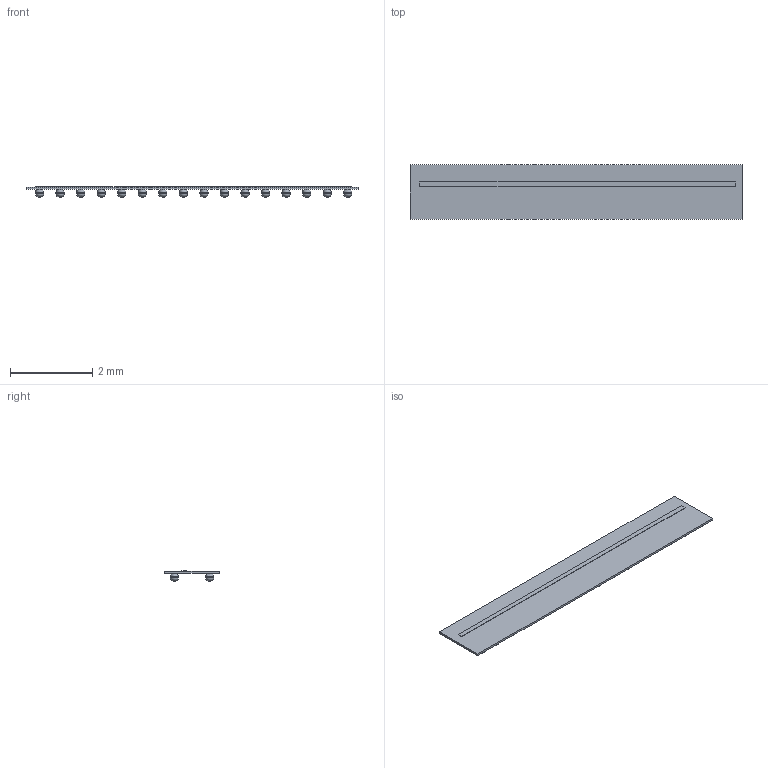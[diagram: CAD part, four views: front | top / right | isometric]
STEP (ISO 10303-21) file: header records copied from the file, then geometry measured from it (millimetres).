
FILE_DESCRIPTION(/* description */ (''),/* implementation_level */ '2;1');
FILE_NAME(/* name */ 'EPC901_V3.step',/* time_stamp */ '2020-09-14T14:34:46-07:00',/* author */ (''),/* organization */ (''),/* preprocessor_version */ 'ST-DEVELOPER v18.1',/* originating_system */ 'Autodesk Translation Framework v9.3.0.1241',/* authorisation */ '');
FILE_SCHEMA (('AUTOMOTIVE_DESIGN { 1 0 10303 214 3 1 1 }'));
Length unit declared in the file: millimetre
Products named in the file (4): EPC901_V1; Solder_balls; FRP; Phtosensitive_Area
Assembly tree (3 placements, depth 2):
  EPC901_V1
    Solder_balls
    FRP
    Phtosensitive_Area
Bounding box: 8.08 x 1.32 x 0.25 mm (x, y, z)
Volume: 0.7 mm3; surface area: 28.6 mm2
Topology: 34 solids, 34 shells, 172 faces, 280 edges, 176 vertices
Faces by surface type: plane 76, bspline 64, cylinder 32
Full cylindrical faces by diameter (mm): 0.2 x32
Entity records: 5567 total; most frequent: CARTESIAN_POINT 2299, DIRECTION 734, ORIENTED_EDGE 560, AXIS2_PLACEMENT_3D 339, EDGE_CURVE 280, CIRCLE 224, VERTEX_POINT 176, FACE_OUTER_BOUND 172
